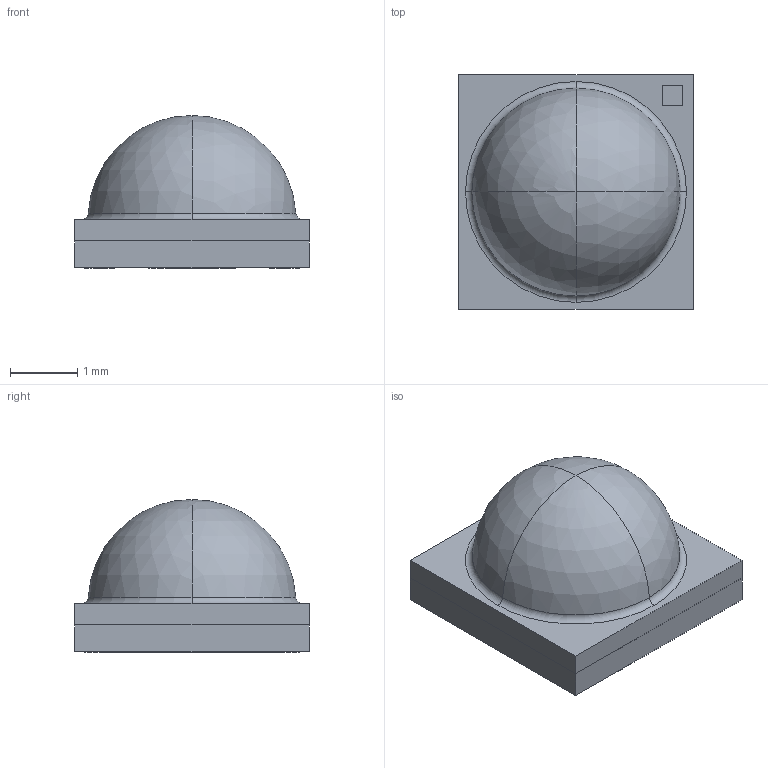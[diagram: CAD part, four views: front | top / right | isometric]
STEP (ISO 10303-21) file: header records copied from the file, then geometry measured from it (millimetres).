
FILE_DESCRIPTION (( 'STEP AP214' ), '1' );
FILE_NAME ('NVSW219GL.STEP', '2025-09-19T05:29:04', ( '' ), ( '' ), 'SwSTEP 2.0', 'SolidWorks 2022', '' );
FILE_SCHEMA (( 'AUTOMOTIVE_DESIGN' ));
Length unit declared in the file: metre
Products named in the file (3): Part2; Part1; NVSW219GL
Assembly tree (2 placements, depth 2):
  NVSW219GL
    Part2
    Part1
Bounding box: 3.5 x 3.5 x 2.28 mm (x, y, z)
Volume: 16.7 mm3; surface area: 66.4 mm2
Topology: 2 solids, 2 shells, 60 faces, 150 edges, 97 vertices
Faces by surface type: plane 36, cylinder 16, sphere 4, torus 4
Entity records: 1890 total; most frequent: DIRECTION 326, CARTESIAN_POINT 310, ORIENTED_EDGE 296, EDGE_CURVE 148, AXIS2_PLACEMENT_3D 113, VECTOR 100, LINE 100, VERTEX_POINT 97
